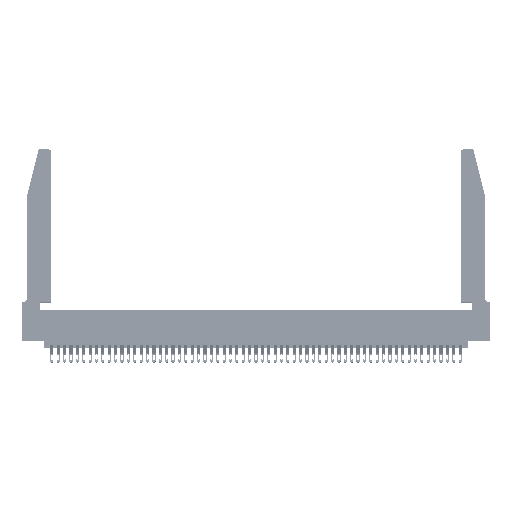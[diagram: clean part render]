
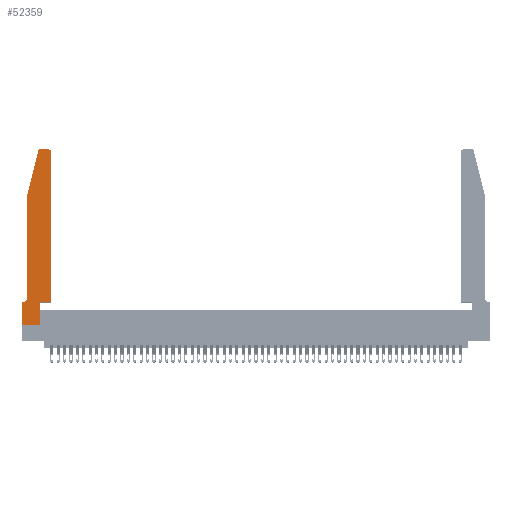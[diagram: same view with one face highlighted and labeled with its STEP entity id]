
A CAD part, top view. The second image highlights one B-rep face of the part: STEP entity #52359.
In plain terms, the highlighted planar face has unit normal (0, 0, 1).
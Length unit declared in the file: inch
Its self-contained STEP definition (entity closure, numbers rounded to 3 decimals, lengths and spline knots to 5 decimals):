
#1266 = LINE ( 'NONE', #6019, #43646 ) ;
#1722 = ORIENTED_EDGE ( 'NONE', *, *, #51449, .T. ) ;
#2229 = ORIENTED_EDGE ( 'NONE', *, *, #24033, .T. ) ;
#2888 = ORIENTED_EDGE ( 'NONE', *, *, #28697, .T. ) ;
#4288 = ORIENTED_EDGE ( 'NONE', *, *, #33438, .T. ) ;
#4978 = VERTEX_POINT ( 'NONE', #9490 ) ;
#6019 = CARTESIAN_POINT ( 'NONE',  ( 0.4505, 0.35, 0.37 ) ) ;
#6636 = ORIENTED_EDGE ( 'NONE', *, *, #29055, .T. ) ;
#6662 = AXIS2_PLACEMENT_3D ( 'NONE', #23514, #23152, #39796 ) ;
#6887 = LINE ( 'NONE', #52692, #28782 ) ;
#7322 = CARTESIAN_POINT ( 'NONE',  ( 0.4505, 0.35, 0.37 ) ) ;
#7744 = DIRECTION ( 'NONE',  ( 0., 0., 1. ) ) ;
#7984 = ORIENTED_EDGE ( 'NONE', *, *, #30549, .T. ) ;
#8053 = CARTESIAN_POINT ( 'NONE',  ( 0.2605, 2.75, 0.37 ) ) ;
#8087 = CARTESIAN_POINT ( 'NONE',  ( 0.0755, 2., 0.37 ) ) ;
#8544 = LINE ( 'NONE', #38508, #27263 ) ;
#9490 = CARTESIAN_POINT ( 'NONE',  ( 0.4505, 0.35, 0.37 ) ) ;
#9612 = LINE ( 'NONE', #12814, #41104 ) ;
#11248 = FACE_OUTER_BOUND ( 'NONE', #46415, .T. ) ;
#12142 = CARTESIAN_POINT ( 'NONE',  ( 0., 0., 0.37 ) ) ;
#12145 = AXIS2_PLACEMENT_3D ( 'NONE', #18483, #38731, #30681 ) ;
#12350 = CARTESIAN_POINT ( 'NONE',  ( 0.0055, 0.35, 0.37 ) ) ;
#12396 = VERTEX_POINT ( 'NONE', #49892 ) ;
#12441 = ORIENTED_EDGE ( 'NONE', *, *, #14567, .T. ) ;
#12457 = DIRECTION ( 'NONE',  ( 1., 0., 0. ) ) ;
#12521 = CARTESIAN_POINT ( 'NONE',  ( 0., 0.35, 0.37 ) ) ;
#12814 = CARTESIAN_POINT ( 'NONE',  ( 0., 0., 0.37 ) ) ;
#12830 = ORIENTED_EDGE ( 'NONE', *, *, #53003, .T. ) ;
#13102 = EDGE_CURVE ( 'NONE', #4978, #15378, #1266, .T. ) ;
#13368 = DIRECTION ( 'NONE',  ( 0., 1., 0. ) ) ;
#14567 = EDGE_CURVE ( 'NONE', #33182, #52993, #6887, .T. ) ;
#15378 = VERTEX_POINT ( 'NONE', #24602 ) ;
#16167 = ORIENTED_EDGE ( 'NONE', *, *, #40566, .T. ) ;
#16746 = CARTESIAN_POINT ( 'NONE',  ( 0.2865, 0., 0.37 ) ) ;
#17079 = EDGE_CURVE ( 'NONE', #21944, #4978, #43581, .T. ) ;
#17489 = CIRCLE ( 'NONE', #6662, 0.03 ) ;
#18483 = CARTESIAN_POINT ( 'NONE',  ( 0.0055, 0.42, 0.37 ) ) ;
#19258 = DIRECTION ( 'NONE',  ( -1., 0., 0. ) ) ;
#20486 = DIRECTION ( 'NONE',  ( 0., -1., 0. ) ) ;
#21206 = CARTESIAN_POINT ( 'NONE',  ( 0.0755, 0.42, 0.37 ) ) ;
#21559 = LINE ( 'NONE', #51754, #52339 ) ;
#21707 = VERTEX_POINT ( 'NONE', #22849 ) ;
#21944 = VERTEX_POINT ( 'NONE', #24439 ) ;
#22647 = VERTEX_POINT ( 'NONE', #34365 ) ;
#22843 = ORIENTED_EDGE ( 'NONE', *, *, #17079, .T. ) ;
#22849 = CARTESIAN_POINT ( 'NONE',  ( 0.0755, 2., 0.37 ) ) ;
#23152 = DIRECTION ( 'NONE',  ( 0., 0., 1. ) ) ;
#23514 = CARTESIAN_POINT ( 'NONE',  ( 0.284, 2.72, 0.37 ) ) ;
#23941 = VERTEX_POINT ( 'NONE', #30683 ) ;
#24033 = EDGE_CURVE ( 'NONE', #22647, #23941, #17489, .T. ) ;
#24439 = CARTESIAN_POINT ( 'NONE',  ( 0.2865, 0.35, 0.37 ) ) ;
#24602 = CARTESIAN_POINT ( 'NONE',  ( 0.4505, 2.72, 0.37 ) ) ;
#26218 = DIRECTION ( 'NONE',  ( 0., 1., 0. ) ) ;
#26347 = CIRCLE ( 'NONE', #35399, 0.03 ) ;
#26414 = AXIS2_PLACEMENT_3D ( 'NONE', #49379, #7744, #41333 ) ;
#27200 = VERTEX_POINT ( 'NONE', #12350 ) ;
#27263 = VECTOR ( 'NONE', #13368, 39.37008 ) ;
#28697 = EDGE_CURVE ( 'NONE', #27200, #33182, #21559, .T. ) ;
#28782 = VECTOR ( 'NONE', #48204, 39.37008 ) ;
#29055 = EDGE_CURVE ( 'NONE', #21707, #52482, #36619, .T. ) ;
#30549 = EDGE_CURVE ( 'NONE', #32961, #21944, #8544, .T. ) ;
#30681 = DIRECTION ( 'NONE',  ( -1., 0., 0. ) ) ;
#30683 = CARTESIAN_POINT ( 'NONE',  ( 0.25487, 2.72718, 0.37 ) ) ;
#32107 = EDGE_CURVE ( 'NONE', #52993, #32961, #9612, .T. ) ;
#32612 = VECTOR ( 'NONE', #44319, 39.37008 ) ;
#32961 = VERTEX_POINT ( 'NONE', #16746 ) ;
#33182 = VERTEX_POINT ( 'NONE', #12521 ) ;
#33438 = EDGE_CURVE ( 'NONE', #23941, #21707, #39732, .T. ) ;
#34365 = CARTESIAN_POINT ( 'NONE',  ( 0.284, 2.75, 0.37 ) ) ;
#35399 = AXIS2_PLACEMENT_3D ( 'NONE', #44861, #41451, #53113 ) ;
#36619 = LINE ( 'NONE', #8087, #38491 ) ;
#37696 = ORIENTED_EDGE ( 'NONE', *, *, #13102, .T. ) ;
#38172 = LINE ( 'NONE', #8053, #40772 ) ;
#38491 = VECTOR ( 'NONE', #20486, 39.37008 ) ;
#38508 = CARTESIAN_POINT ( 'NONE',  ( 0.2865, 0.35, 0.37 ) ) ;
#38731 = DIRECTION ( 'NONE',  ( 0., 0., -1. ) ) ;
#39102 = CARTESIAN_POINT ( 'NONE',  ( 0.0755, 2., 0.37 ) ) ;
#39732 = LINE ( 'NONE', #39102, #43615 ) ;
#39796 = DIRECTION ( 'NONE',  ( 1., 0., 0. ) ) ;
#40566 = EDGE_CURVE ( 'NONE', #15378, #12396, #26347, .T. ) ;
#40772 = VECTOR ( 'NONE', #40911, 39.37008 ) ;
#40911 = DIRECTION ( 'NONE',  ( -1., 0., 0. ) ) ;
#41104 = VECTOR ( 'NONE', #12457, 39.37008 ) ;
#41333 = DIRECTION ( 'NONE',  ( 1., 0., 0. ) ) ;
#41444 = ORIENTED_EDGE ( 'NONE', *, *, #32107, .T. ) ;
#41451 = DIRECTION ( 'NONE',  ( 0., 0., 1. ) ) ;
#43581 = LINE ( 'NONE', #7322, #32612 ) ;
#43615 = VECTOR ( 'NONE', #51326, 39.37008 ) ;
#43646 = VECTOR ( 'NONE', #26218, 39.37008 ) ;
#44319 = DIRECTION ( 'NONE',  ( 1., 0., 0. ) ) ;
#44861 = CARTESIAN_POINT ( 'NONE',  ( 0.4205, 2.72, 0.37 ) ) ;
#46415 = EDGE_LOOP ( 'NONE', ( #12830, #2229, #4288, #6636, #1722, #2888, #12441, #41444, #7984, #22843, #37696, #16167 ) ) ;
#46682 = CIRCLE ( 'NONE', #12145, 0.07 ) ;
#48204 = DIRECTION ( 'NONE',  ( 0., -1., 0. ) ) ;
#48842 = PLANE ( 'NONE',  #26414 ) ;
#49379 = CARTESIAN_POINT ( 'NONE',  ( 0., 0.35, 0.37 ) ) ;
#49892 = CARTESIAN_POINT ( 'NONE',  ( 0.4205, 2.75, 0.37 ) ) ;
#51326 = DIRECTION ( 'NONE',  ( -0.239, -0.971, 0. ) ) ;
#51449 = EDGE_CURVE ( 'NONE', #52482, #27200, #46682, .T. ) ;
#51754 = CARTESIAN_POINT ( 'NONE',  ( 0.0755, 0.35, 0.37 ) ) ;
#52339 = VECTOR ( 'NONE', #19258, 39.37008 ) ;
#52359 = ADVANCED_FACE ( 'NONE', ( #11248 ), #48842, .T. ) ;
#52482 = VERTEX_POINT ( 'NONE', #21206 ) ;
#52692 = CARTESIAN_POINT ( 'NONE',  ( 0., 0., 0.37 ) ) ;
#52993 = VERTEX_POINT ( 'NONE', #12142 ) ;
#53003 = EDGE_CURVE ( 'NONE', #12396, #22647, #38172, .T. ) ;
#53113 = DIRECTION ( 'NONE',  ( 1., 0., 0. ) ) ;
